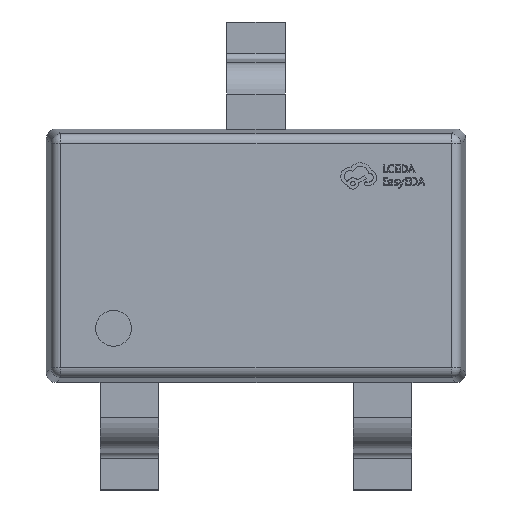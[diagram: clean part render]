
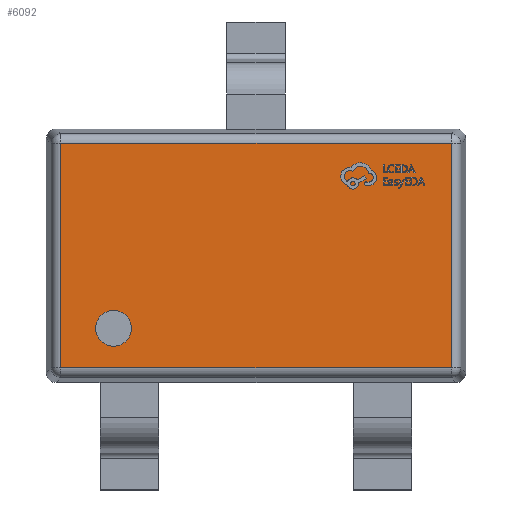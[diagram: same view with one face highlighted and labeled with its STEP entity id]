
A CAD part, top view. The second image highlights one B-rep face of the part: STEP entity #6092.
In plain terms, the highlighted planar face has unit normal (0, 0, 1).
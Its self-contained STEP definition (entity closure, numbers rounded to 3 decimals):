
#64 = CARTESIAN_POINT ( 'NONE',  ( 1.047, -0.575, 0.4 ) ) ;
#128 = EDGE_CURVE ( 'NONE', #12024, #16818, #11288, .T. ) ;
#220 = DIRECTION ( 'NONE',  ( -1., 0., 0. ) ) ;
#239 = DIRECTION ( 'NONE',  ( 1., 0., 0. ) ) ;
#253 = CARTESIAN_POINT ( 'NONE',  ( 1., 0.575, 0.4 ) ) ;
#538 = CARTESIAN_POINT ( 'NONE',  ( -1., -0.575, 0.4 ) ) ;
#673 = VERTEX_POINT ( 'NONE', #5339 ) ;
#967 = CARTESIAN_POINT ( 'NONE',  ( -0.822, -0.373, 0.4 ) ) ;
#1356 = EDGE_CURVE ( 'NONE', #16512, #673, #4315, .T. ) ;
#1687 = CARTESIAN_POINT ( 'NONE',  ( -1.047, 0.575, 0.4 ) ) ;
#1951 = AXIS2_PLACEMENT_3D ( 'NONE', #15715, #16739, #11602 ) ;
#1982 = ORIENTED_EDGE ( 'NONE', *, *, #1356, .F. ) ;
#2146 = CARTESIAN_POINT ( 'NONE',  ( 0., 0., 0.4 ) ) ;
#2763 = VECTOR ( 'NONE', #239, 1000. ) ;
#2867 = VERTEX_POINT ( 'NONE', #253 ) ;
#3034 = EDGE_CURVE ( 'NONE', #673, #16512, #16242, .T. ) ;
#3437 = FACE_BOUND ( 'NONE', #17800, .T. ) ;
#3904 = VECTOR ( 'NONE', #220, 1000. ) ;
#4315 = CIRCLE ( 'NONE', #1951, 0.092 ) ;
#4386 = PLANE ( 'NONE',  #9576 ) ;
#4486 = ORIENTED_EDGE ( 'NONE', *, *, #3034, .F. ) ;
#5214 = DIRECTION ( 'NONE',  ( 0., 0., 1. ) ) ;
#5339 = CARTESIAN_POINT ( 'NONE',  ( -0.639, -0.373, 0.4 ) ) ;
#6092 = ADVANCED_FACE ( 'NONE', ( #17360, #3437 ), #4386, .T. ) ;
#6690 = CARTESIAN_POINT ( 'NONE',  ( -0.731, -0.373, 0.4 ) ) ;
#7049 = EDGE_CURVE ( 'NONE', #8386, #2867, #8769, .T. ) ;
#7083 = EDGE_CURVE ( 'NONE', #2867, #12024, #9942, .T. ) ;
#8020 = ORIENTED_EDGE ( 'NONE', *, *, #128, .T. ) ;
#8386 = VERTEX_POINT ( 'NONE', #14542 ) ;
#8704 = DIRECTION ( 'NONE',  ( 0., 0., 1. ) ) ;
#8769 = LINE ( 'NONE', #13055, #17553 ) ;
#9019 = CARTESIAN_POINT ( 'NONE',  ( -1., -0.622, 0.4 ) ) ;
#9576 = AXIS2_PLACEMENT_3D ( 'NONE', #2146, #8704, #12816 ) ;
#9942 = LINE ( 'NONE', #1687, #3904 ) ;
#10698 = EDGE_LOOP ( 'NONE', ( #11582, #17999, #13304, #8020 ) ) ;
#11146 = DIRECTION ( 'NONE',  ( 1., 0., 0. ) ) ;
#11288 = LINE ( 'NONE', #9019, #14208 ) ;
#11353 = AXIS2_PLACEMENT_3D ( 'NONE', #6690, #5214, #11146 ) ;
#11402 = DIRECTION ( 'NONE',  ( 0., 1., 0. ) ) ;
#11582 = ORIENTED_EDGE ( 'NONE', *, *, #16382, .T. ) ;
#11602 = DIRECTION ( 'NONE',  ( 1., 0., 0. ) ) ;
#12024 = VERTEX_POINT ( 'NONE', #12583 ) ;
#12583 = CARTESIAN_POINT ( 'NONE',  ( -1., 0.575, 0.4 ) ) ;
#12816 = DIRECTION ( 'NONE',  ( 1., 0., 0. ) ) ;
#13055 = CARTESIAN_POINT ( 'NONE',  ( 1., 0.622, 0.4 ) ) ;
#13304 = ORIENTED_EDGE ( 'NONE', *, *, #7083, .T. ) ;
#14208 = VECTOR ( 'NONE', #15854, 1000. ) ;
#14542 = CARTESIAN_POINT ( 'NONE',  ( 1., -0.575, 0.4 ) ) ;
#15561 = LINE ( 'NONE', #64, #2763 ) ;
#15715 = CARTESIAN_POINT ( 'NONE',  ( -0.731, -0.373, 0.4 ) ) ;
#15854 = DIRECTION ( 'NONE',  ( 0., -1., 0. ) ) ;
#16242 = CIRCLE ( 'NONE', #11353, 0.092 ) ;
#16382 = EDGE_CURVE ( 'NONE', #16818, #8386, #15561, .T. ) ;
#16512 = VERTEX_POINT ( 'NONE', #967 ) ;
#16739 = DIRECTION ( 'NONE',  ( 0., 0., 1. ) ) ;
#16818 = VERTEX_POINT ( 'NONE', #538 ) ;
#17360 = FACE_OUTER_BOUND ( 'NONE', #10698, .T. ) ;
#17553 = VECTOR ( 'NONE', #11402, 1000. ) ;
#17800 = EDGE_LOOP ( 'NONE', ( #4486, #1982 ) ) ;
#17999 = ORIENTED_EDGE ( 'NONE', *, *, #7049, .T. ) ;
